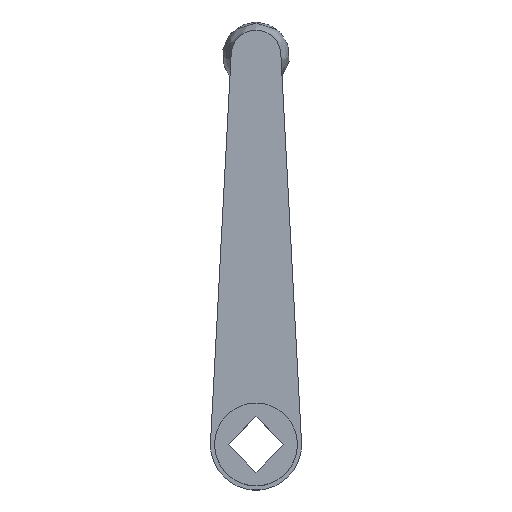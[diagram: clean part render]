
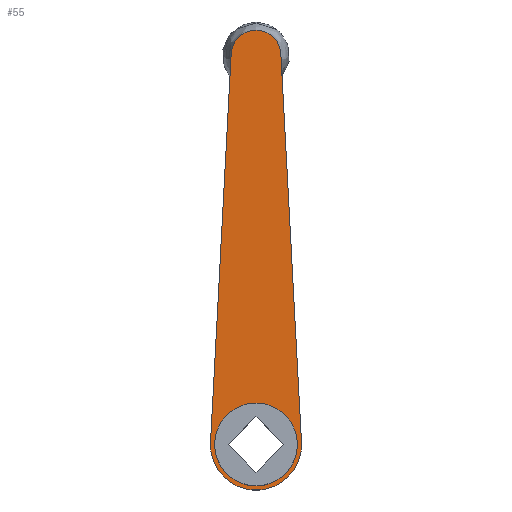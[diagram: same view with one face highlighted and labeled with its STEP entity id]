
A CAD part, top view. The second image highlights one B-rep face of the part: STEP entity #55.
In plain terms, the highlighted planar face has unit normal (0, 0, 1).
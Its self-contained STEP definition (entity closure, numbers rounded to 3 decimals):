
#55 = ADVANCED_FACE( '', ( #117, #118 ), #119, .T. );
#117 = FACE_BOUND( '', #185, .T. );
#118 = FACE_OUTER_BOUND( '', #186, .T. );
#119 = PLANE( '', #187 );
#185 = EDGE_LOOP( '', ( #313 ) );
#186 = EDGE_LOOP( '', ( #314, #315, #316, #317 ) );
#187 = AXIS2_PLACEMENT_3D( '', #318, #319, #320 );
#313 = ORIENTED_EDGE( '', *, *, #413, .F. );
#314 = ORIENTED_EDGE( '', *, *, #414, .T. );
#315 = ORIENTED_EDGE( '', *, *, #415, .T. );
#316 = ORIENTED_EDGE( '', *, *, #416, .T. );
#317 = ORIENTED_EDGE( '', *, *, #411, .T. );
#318 = CARTESIAN_POINT( '', ( 0., 0., -35.21 ) );
#319 = DIRECTION( '', ( 0., 0., 1. ) );
#320 = DIRECTION( '', ( 1., 0., 0. ) );
#411 = EDGE_CURVE( '', #474, #476, #478, .T. );
#413 = EDGE_CURVE( '', #480, #480, #481, .T. );
#414 = EDGE_CURVE( '', #476, #482, #483, .T. );
#415 = EDGE_CURVE( '', #482, #484, #485, .T. );
#416 = EDGE_CURVE( '', #484, #474, #486, .T. );
#474 = VERTEX_POINT( '', #558 );
#476 = VERTEX_POINT( '', #561 );
#478 = CIRCLE( '', #564, 12. );
#480 = VERTEX_POINT( '', #566 );
#481 = CIRCLE( '', #567, 20. );
#482 = VERTEX_POINT( '', #568 );
#483 = LINE( '', #569, #570 );
#484 = VERTEX_POINT( '', #571 );
#485 = CIRCLE( '', #572, 22. );
#486 = LINE( '', #573, #574 );
#558 = CARTESIAN_POINT( '', ( 11.983, 188.638, -35.21 ) );
#561 = CARTESIAN_POINT( '', ( -11.983, 188.638, -35.21 ) );
#564 = AXIS2_PLACEMENT_3D( '', #627, #628, #629 );
#566 = CARTESIAN_POINT( '', ( 0., 20., -35.21 ) );
#567 = AXIS2_PLACEMENT_3D( '', #630, #631, #632 );
#568 = CARTESIAN_POINT( '', ( -21.969, 1.17, -35.21 ) );
#569 = CARTESIAN_POINT( '', ( -11.983, 188.638, -35.21 ) );
#570 = VECTOR( '', #633, 1000. );
#571 = CARTESIAN_POINT( '', ( 21.969, 1.17, -35.21 ) );
#572 = AXIS2_PLACEMENT_3D( '', #634, #635, #636 );
#573 = CARTESIAN_POINT( '', ( 21.969, 1.17, -35.21 ) );
#574 = VECTOR( '', #637, 1000. );
#627 = CARTESIAN_POINT( '', ( 0., 188., -35.21 ) );
#628 = DIRECTION( '', ( 0., 0., 1. ) );
#629 = DIRECTION( '', ( 0., 1., 0. ) );
#630 = CARTESIAN_POINT( '', ( 0., 0., -35.21 ) );
#631 = DIRECTION( '', ( 0., 0., 1. ) );
#632 = DIRECTION( '', ( 0., 1., 0. ) );
#633 = DIRECTION( '', ( -0.053, -0.999, 0. ) );
#634 = CARTESIAN_POINT( '', ( 0., 0., -35.21 ) );
#635 = DIRECTION( '', ( 0., 0., 1. ) );
#636 = DIRECTION( '', ( 0., 1., 0. ) );
#637 = DIRECTION( '', ( -0.053, 0.999, 0. ) );
